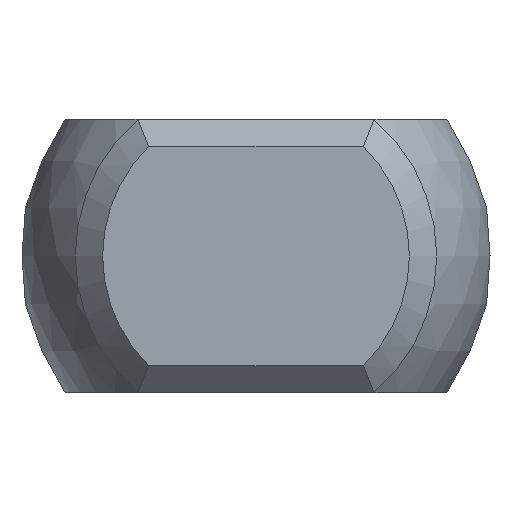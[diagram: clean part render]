
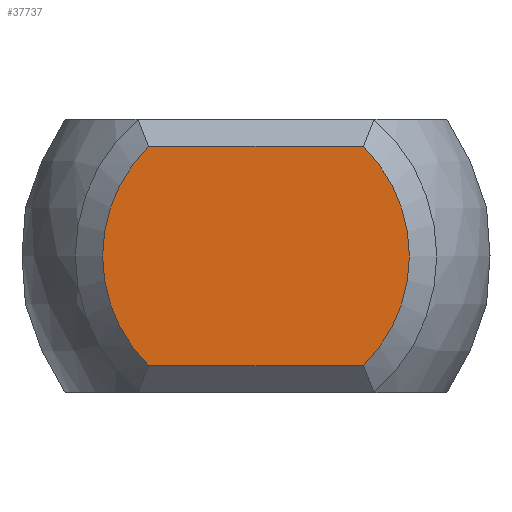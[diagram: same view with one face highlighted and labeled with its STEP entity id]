
A CAD part, left-side view. The second image highlights one B-rep face of the part: STEP entity #37737.
In plain terms, the highlighted planar face has unit normal (-1, 0, 0).
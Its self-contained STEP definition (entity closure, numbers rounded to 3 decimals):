
#35391 = PLANE('',#35392);
#35392 = AXIS2_PLACEMENT_3D('',#35393,#35394,#35395);
#35393 = CARTESIAN_POINT('',(-46.625,3.125,2.25));
#35394 = DIRECTION('',(0.707,0.,-0.707));
#35395 = DIRECTION('',(-0.707,0.,-0.707));
#37114 = EDGE_CURVE('',#37115,#37117,#37119,.T.);
#37115 = VERTEX_POINT('',#37116);
#37116 = CARTESIAN_POINT('',(-46.875,-1.96,-2.));
#37117 = VERTEX_POINT('',#37118);
#37118 = CARTESIAN_POINT('',(-46.875,-1.96,2.));
#37119 = SURFACE_CURVE('',#37120,(#37125,#37137),.PCURVE_S1.);
#37120 = CIRCLE('',#37121,2.8);
#37121 = AXIS2_PLACEMENT_3D('',#37122,#37123,#37124);
#37122 = CARTESIAN_POINT('',(-46.875,0.,0.));
#37123 = DIRECTION('',(-1.,0.,0.));
#37124 = DIRECTION('',(0.,-1.,0.));
#37125 = PCURVE('',#37126,#37131);
#37126 = CONICAL_SURFACE('',#37127,3.05,0.785);
#37127 = AXIS2_PLACEMENT_3D('',#37128,#37129,#37130);
#37128 = CARTESIAN_POINT('',(-46.625,0.,0.));
#37129 = DIRECTION('',(1.,0.,0.));
#37130 = DIRECTION('',(0.,-1.,0.));
#37131 = DEFINITIONAL_REPRESENTATION('',(#37132),#37136);
#37132 = LINE('',#37133,#37134);
#37133 = CARTESIAN_POINT('',(6.283,-0.25));
#37134 = VECTOR('',#37135,1.);
#37135 = DIRECTION('',(-1.,0.));
#37136 = ( GEOMETRIC_REPRESENTATION_CONTEXT(2) 
PARAMETRIC_REPRESENTATION_CONTEXT() REPRESENTATION_CONTEXT('2D SPACE',''
  ) );
#37137 = PCURVE('',#37138,#37143);
#37138 = PLANE('',#37139);
#37139 = AXIS2_PLACEMENT_3D('',#37140,#37141,#37142);
#37140 = CARTESIAN_POINT('',(-46.875,0.,0.));
#37141 = DIRECTION('',(1.,0.,0.));
#37142 = DIRECTION('',(0.,0.,-1.));
#37143 = DEFINITIONAL_REPRESENTATION('',(#37144),#37152);
#37144 = ( BOUNDED_CURVE() B_SPLINE_CURVE(2,(#37145,#37146,#37147,#37148
    ,#37149,#37150,#37151),.UNSPECIFIED.,.T.,.F.) 
B_SPLINE_CURVE_WITH_KNOTS((1,2,2,2,2,1),(-2.094,0.,
    2.094,4.189,6.283,8.378),
.UNSPECIFIED.) CURVE() GEOMETRIC_REPRESENTATION_ITEM() 
RATIONAL_B_SPLINE_CURVE((1.,0.5,1.,0.5,1.,0.5,1.)) REPRESENTATION_ITEM(
  '') );
#37145 = CARTESIAN_POINT('',(0.,-2.8));
#37146 = CARTESIAN_POINT('',(-4.85,-2.8));
#37147 = CARTESIAN_POINT('',(-2.425,1.4));
#37148 = CARTESIAN_POINT('',(0.,5.6));
#37149 = CARTESIAN_POINT('',(2.425,1.4));
#37150 = CARTESIAN_POINT('',(4.85,-2.8));
#37151 = CARTESIAN_POINT('',(0.,-2.8));
#37152 = ( GEOMETRIC_REPRESENTATION_CONTEXT(2) 
PARAMETRIC_REPRESENTATION_CONTEXT() REPRESENTATION_CONTEXT('2D SPACE',''
  ) );
#37170 = PLANE('',#37171);
#37171 = AXIS2_PLACEMENT_3D('',#37172,#37173,#37174);
#37172 = CARTESIAN_POINT('',(-46.625,-3.125,-2.25));
#37173 = DIRECTION('',(0.707,0.,0.707)
  );
#37174 = DIRECTION('',(0.707,0.,-0.707));
#37230 = EDGE_CURVE('',#37117,#37231,#37233,.T.);
#37231 = VERTEX_POINT('',#37232);
#37232 = CARTESIAN_POINT('',(-46.875,1.96,2.));
#37233 = SURFACE_CURVE('',#37234,(#37238,#37245),.PCURVE_S1.);
#37234 = LINE('',#37235,#37236);
#37235 = CARTESIAN_POINT('',(-46.875,3.125,2.));
#37236 = VECTOR('',#37237,1.);
#37237 = DIRECTION('',(0.,1.,0.));
#37238 = PCURVE('',#35391,#37239);
#37239 = DEFINITIONAL_REPRESENTATION('',(#37240),#37244);
#37240 = LINE('',#37241,#37242);
#37241 = CARTESIAN_POINT('',(0.354,0.));
#37242 = VECTOR('',#37243,1.);
#37243 = DIRECTION('',(0.,1.));
#37244 = ( GEOMETRIC_REPRESENTATION_CONTEXT(2) 
PARAMETRIC_REPRESENTATION_CONTEXT() REPRESENTATION_CONTEXT('2D SPACE',''
  ) );
#37245 = PCURVE('',#37138,#37246);
#37246 = DEFINITIONAL_REPRESENTATION('',(#37247),#37251);
#37247 = LINE('',#37248,#37249);
#37248 = CARTESIAN_POINT('',(-2.,3.125));
#37249 = VECTOR('',#37250,1.);
#37250 = DIRECTION('',(0.,1.));
#37251 = ( GEOMETRIC_REPRESENTATION_CONTEXT(2) 
PARAMETRIC_REPRESENTATION_CONTEXT() REPRESENTATION_CONTEXT('2D SPACE',''
  ) );
#37271 = CONICAL_SURFACE('',#37272,3.05,0.785);
#37272 = AXIS2_PLACEMENT_3D('',#37273,#37274,#37275);
#37273 = CARTESIAN_POINT('',(-46.625,0.,0.));
#37274 = DIRECTION('',(1.,0.,0.));
#37275 = DIRECTION('',(-0.,1.,0.));
#37285 = EDGE_CURVE('',#37231,#37286,#37288,.T.);
#37286 = VERTEX_POINT('',#37287);
#37287 = CARTESIAN_POINT('',(-46.875,1.96,-2.));
#37288 = SURFACE_CURVE('',#37289,(#37294,#37301),.PCURVE_S1.);
#37289 = CIRCLE('',#37290,2.8);
#37290 = AXIS2_PLACEMENT_3D('',#37291,#37292,#37293);
#37291 = CARTESIAN_POINT('',(-46.875,0.,0.));
#37292 = DIRECTION('',(-1.,0.,0.));
#37293 = DIRECTION('',(0.,1.,0.));
#37294 = PCURVE('',#37271,#37295);
#37295 = DEFINITIONAL_REPRESENTATION('',(#37296),#37300);
#37296 = LINE('',#37297,#37298);
#37297 = CARTESIAN_POINT('',(6.283,-0.25));
#37298 = VECTOR('',#37299,1.);
#37299 = DIRECTION('',(-1.,0.));
#37300 = ( GEOMETRIC_REPRESENTATION_CONTEXT(2) 
PARAMETRIC_REPRESENTATION_CONTEXT() REPRESENTATION_CONTEXT('2D SPACE',''
  ) );
#37301 = PCURVE('',#37138,#37302);
#37302 = DEFINITIONAL_REPRESENTATION('',(#37303),#37311);
#37303 = ( BOUNDED_CURVE() B_SPLINE_CURVE(2,(#37304,#37305,#37306,#37307
    ,#37308,#37309,#37310),.UNSPECIFIED.,.T.,.F.) 
B_SPLINE_CURVE_WITH_KNOTS((1,2,2,2,2,1),(-2.094,0.,
    2.094,4.189,6.283,8.378),
.UNSPECIFIED.) CURVE() GEOMETRIC_REPRESENTATION_ITEM() 
RATIONAL_B_SPLINE_CURVE((1.,0.5,1.,0.5,1.,0.5,1.)) REPRESENTATION_ITEM(
  '') );
#37304 = CARTESIAN_POINT('',(0.,2.8));
#37305 = CARTESIAN_POINT('',(4.85,2.8));
#37306 = CARTESIAN_POINT('',(2.425,-1.4));
#37307 = CARTESIAN_POINT('',(0.,-5.6));
#37308 = CARTESIAN_POINT('',(-2.425,-1.4));
#37309 = CARTESIAN_POINT('',(-4.85,2.8));
#37310 = CARTESIAN_POINT('',(0.,2.8));
#37311 = ( GEOMETRIC_REPRESENTATION_CONTEXT(2) 
PARAMETRIC_REPRESENTATION_CONTEXT() REPRESENTATION_CONTEXT('2D SPACE',''
  ) );
#37385 = EDGE_CURVE('',#37286,#37115,#37386,.T.);
#37386 = SURFACE_CURVE('',#37387,(#37391,#37398),.PCURVE_S1.);
#37387 = LINE('',#37388,#37389);
#37388 = CARTESIAN_POINT('',(-46.875,-3.125,-2.));
#37389 = VECTOR('',#37390,1.);
#37390 = DIRECTION('',(0.,-1.,0.));
#37391 = PCURVE('',#37170,#37392);
#37392 = DEFINITIONAL_REPRESENTATION('',(#37393),#37397);
#37393 = LINE('',#37394,#37395);
#37394 = CARTESIAN_POINT('',(-0.354,0.));
#37395 = VECTOR('',#37396,1.);
#37396 = DIRECTION('',(0.,-1.));
#37397 = ( GEOMETRIC_REPRESENTATION_CONTEXT(2) 
PARAMETRIC_REPRESENTATION_CONTEXT() REPRESENTATION_CONTEXT('2D SPACE',''
  ) );
#37398 = PCURVE('',#37138,#37399);
#37399 = DEFINITIONAL_REPRESENTATION('',(#37400),#37404);
#37400 = LINE('',#37401,#37402);
#37401 = CARTESIAN_POINT('',(2.,-3.125));
#37402 = VECTOR('',#37403,1.);
#37403 = DIRECTION('',(0.,-1.));
#37404 = ( GEOMETRIC_REPRESENTATION_CONTEXT(2) 
PARAMETRIC_REPRESENTATION_CONTEXT() REPRESENTATION_CONTEXT('2D SPACE',''
  ) );
#37737 = ADVANCED_FACE('',(#37738),#37138,.F.);
#37738 = FACE_BOUND('',#37739,.T.);
#37739 = EDGE_LOOP('',(#37740,#37741,#37742,#37743));
#37740 = ORIENTED_EDGE('',*,*,#37114,.T.);
#37741 = ORIENTED_EDGE('',*,*,#37230,.T.);
#37742 = ORIENTED_EDGE('',*,*,#37285,.T.);
#37743 = ORIENTED_EDGE('',*,*,#37385,.T.);
